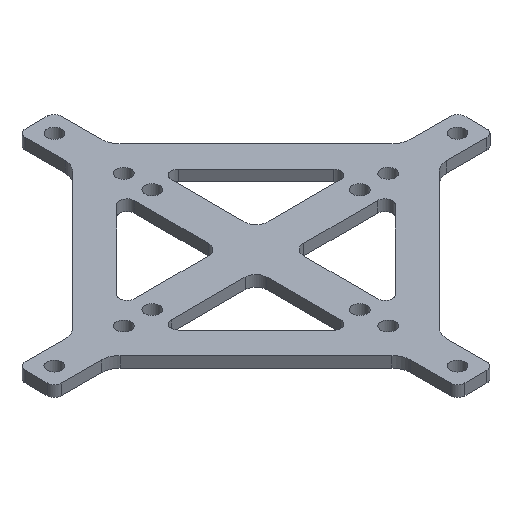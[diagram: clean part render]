
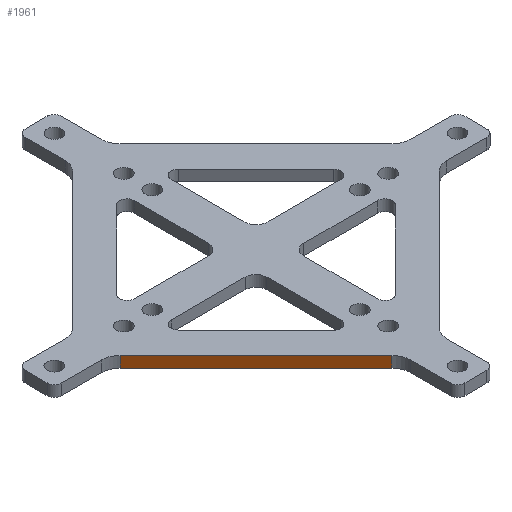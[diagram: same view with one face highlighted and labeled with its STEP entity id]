
A CAD part, isometric view. The second image highlights one B-rep face of the part: STEP entity #1961.
In plain terms, the highlighted free-form (B-spline) face has degree [1, 1] with [2, 2] control points.
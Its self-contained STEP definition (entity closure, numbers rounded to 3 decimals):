
#1934 = VERTEX_POINT('',#1935);
#1935 = CARTESIAN_POINT('',(-3.232,-21.768,
    97.117));
#1943 = VERTEX_POINT('',#1944);
#1944 = CARTESIAN_POINT('',(-3.232,-21.768,
    98.617));
#1950 = EDGE_CURVE('',#1934,#1943,#1951,.T.);
#1951 = B_SPLINE_CURVE_WITH_KNOTS('',1,(#1952,#1953),.UNSPECIFIED.,.F.,
  .F.,(2,2),(0.,1.5),.PIECEWISE_BEZIER_KNOTS.);
#1952 = CARTESIAN_POINT('',(-3.232,-21.768,
    97.117));
#1953 = CARTESIAN_POINT('',(-3.232,-21.768,
    98.617));
#1961 = ADVANCED_FACE('',(#1962),#1984,.T.);
#1962 = FACE_BOUND('',#1963,.T.);
#1963 = EDGE_LOOP('',(#1964,#1971,#1972,#1979));
#1964 = ORIENTED_EDGE('',*,*,#1965,.T.);
#1965 = EDGE_CURVE('',#1966,#1934,#1968,.T.);
#1966 = VERTEX_POINT('',#1967);
#1967 = CARTESIAN_POINT('',(-21.768,-3.232,
    97.117));
#1968 = B_SPLINE_CURVE_WITH_KNOTS('',1,(#1969,#1970),.UNSPECIFIED.,.F.,
  .F.,(2,2),(0.,26.213),.PIECEWISE_BEZIER_KNOTS.);
#1969 = CARTESIAN_POINT('',(-21.768,-3.232,
    97.117));
#1970 = CARTESIAN_POINT('',(-3.232,-21.768,
    97.117));
#1971 = ORIENTED_EDGE('',*,*,#1950,.T.);
#1972 = ORIENTED_EDGE('',*,*,#1973,.F.);
#1973 = EDGE_CURVE('',#1974,#1943,#1976,.T.);
#1974 = VERTEX_POINT('',#1975);
#1975 = CARTESIAN_POINT('',(-21.768,-3.232,
    98.617));
#1976 = B_SPLINE_CURVE_WITH_KNOTS('',1,(#1977,#1978),.UNSPECIFIED.,.F.,
  .F.,(2,2),(0.,26.213),.PIECEWISE_BEZIER_KNOTS.);
#1977 = CARTESIAN_POINT('',(-21.768,-3.232,
    98.617));
#1978 = CARTESIAN_POINT('',(-3.232,-21.768,
    98.617));
#1979 = ORIENTED_EDGE('',*,*,#1980,.F.);
#1980 = EDGE_CURVE('',#1966,#1974,#1981,.T.);
#1981 = B_SPLINE_CURVE_WITH_KNOTS('',1,(#1982,#1983),.UNSPECIFIED.,.F.,
  .F.,(2,2),(0.,1.5),.PIECEWISE_BEZIER_KNOTS.);
#1982 = CARTESIAN_POINT('',(-21.768,-3.232,
    97.117));
#1983 = CARTESIAN_POINT('',(-21.768,-3.232,
    98.617));
#1984 = B_SPLINE_SURFACE_WITH_KNOTS('',1,1,(
    (#1985,#1986)
    ,(#1987,#1988
    )),.UNSPECIFIED.,.F.,.F.,.F.,(2,2),(2,2),(-0.001,26.214),(
    -0.001,1.501),.PIECEWISE_BEZIER_KNOTS.);
#1985 = CARTESIAN_POINT('',(-21.768,-3.232,
    97.116));
#1986 = CARTESIAN_POINT('',(-21.768,-3.232,
    98.618));
#1987 = CARTESIAN_POINT('',(-3.232,-21.768,
    97.116));
#1988 = CARTESIAN_POINT('',(-3.232,-21.768,
    98.618));
